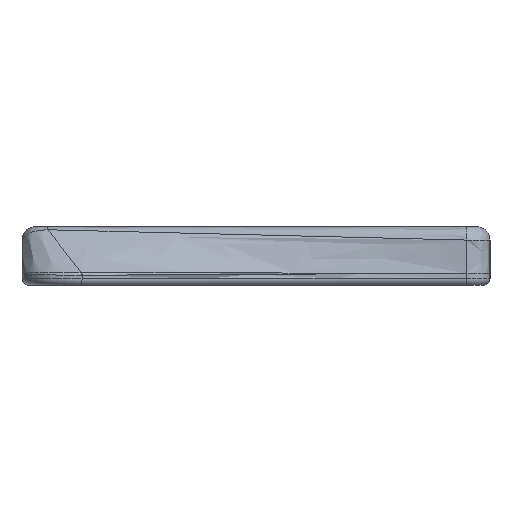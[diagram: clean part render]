
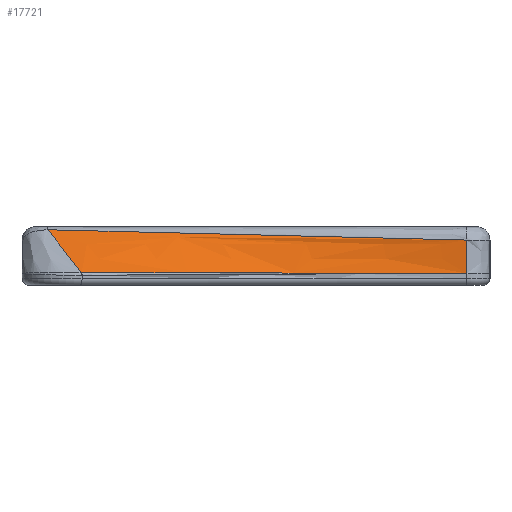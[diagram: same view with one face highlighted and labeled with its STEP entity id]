
A CAD part, left-side view. The second image highlights one B-rep face of the part: STEP entity #17721.
In plain terms, the highlighted free-form (B-spline) face has degree [3, 3] with [10, 4] control points.
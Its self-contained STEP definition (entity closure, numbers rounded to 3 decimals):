
#63=B_SPLINE_SURFACE_WITH_KNOTS('',3,3,((#29825,#29826,#29827,#29828),(#29829,
#29830,#29831,#29832),(#29833,#29834,#29835,#29836),(#29837,#29838,#29839,
#29840),(#29841,#29842,#29843,#29844),(#29845,#29846,#29847,#29848),(#29849,
#29850,#29851,#29852),(#29853,#29854,#29855,#29856),(#29857,#29858,#29859,
#29860),(#29861,#29862,#29863,#29864)),.UNSPECIFIED.,.F.,.F.,.F.,(4,1,1,
1,1,1,1,4),(4,4),(0.,0.143,0.286,0.429,
0.571,0.714,0.857,1.),(0.064,
1.),.UNSPECIFIED.);
#238=B_SPLINE_CURVE_WITH_KNOTS('',3,(#26654,#26655,#26656,#26657,#26658,
#26659,#26660,#26661,#26662,#26663,#26664),.UNSPECIFIED.,.F.,.F.,(4,1,1,
1,1,1,1,1,4),(0.,3.34,5.01,8.35,10.019,
10.854,11.272,11.481,11.689),
 .UNSPECIFIED.);
#244=B_SPLINE_CURVE_WITH_KNOTS('',3,(#26816,#26817,#26818,#26819),
 .UNSPECIFIED.,.F.,.F.,(4,4),(0.,0.013),
 .UNSPECIFIED.);
#256=B_SPLINE_CURVE_WITH_KNOTS('',3,(#29533,#29534,#29535,#29536,#29537,
#29538,#29539,#29540,#29541,#29542,#29543,#29544,#29545,#29546,#29547,#29548),
 .UNSPECIFIED.,.F.,.F.,(4,1,1,1,1,1,1,1,1,1,1,1,1,4),(0.,0.056,
0.112,0.224,0.448,0.895,
1.791,3.581,5.372,8.953,10.744,
11.639,12.087,12.535),.UNSPECIFIED.);
#2027=FACE_OUTER_BOUND('',#3078,.T.);
#3078=EDGE_LOOP('',(#13903,#13904,#13905,#13906,#13907));
#4078=LINE('',#26859,#5790);
#4697=LINE('',#29824,#6409);
#5790=VECTOR('',#21026,24.426);
#6409=VECTOR('',#23043,14.001);
#7483=VERTEX_POINT('',#26637);
#7486=VERTEX_POINT('',#26652);
#7488=VERTEX_POINT('',#26770);
#7494=VERTEX_POINT('',#26858);
#8380=VERTEX_POINT('',#29531);
#9346=EDGE_CURVE('',#7486,#7483,#238,.T.);
#9353=EDGE_CURVE('',#7483,#7488,#244,.T.);
#9359=EDGE_CURVE('',#7494,#7488,#4078,.T.);
#10473=EDGE_CURVE('',#7494,#8380,#256,.T.);
#10482=EDGE_CURVE('',#8380,#7486,#4697,.T.);
#13903=ORIENTED_EDGE('',*,*,#9346,.F.);
#13904=ORIENTED_EDGE('',*,*,#10482,.F.);
#13905=ORIENTED_EDGE('',*,*,#10473,.F.);
#13906=ORIENTED_EDGE('',*,*,#9359,.T.);
#13907=ORIENTED_EDGE('',*,*,#9353,.F.);
#17721=ADVANCED_FACE('',(#2027),#63,.T.);
#21026=DIRECTION('',(-0.687,-0.447,-0.573));
#23043=DIRECTION('',(-0.004,-0.008,-1.));
#26637=CARTESIAN_POINT('',(-26.858,-7.381,-5.901));
#26652=CARTESIAN_POINT('',(-10.528,-122.596,-6.198));
#26654=CARTESIAN_POINT('Ctrl Pts',(-10.528,-122.596,
-6.198));
#26655=CARTESIAN_POINT('Ctrl Pts',(-10.699,-111.489,-6.192));
#26656=CARTESIAN_POINT('Ctrl Pts',(-11.57,-94.838,
-6.152));
#26657=CARTESIAN_POINT('Ctrl Pts',(-14.501,-67.217,-6.033));
#26658=CARTESIAN_POINT('Ctrl Pts',(-17.986,-45.255,
-5.935));
#26659=CARTESIAN_POINT('Ctrl Pts',(-22.064,-26.233,-5.906));
#26660=CARTESIAN_POINT('Ctrl Pts',(-24.37,-16.783,
-5.901));
#26661=CARTESIAN_POINT('Ctrl Pts',(-25.59,-12.075,
-5.9));
#26662=CARTESIAN_POINT('Ctrl Pts',(-26.307,-9.39,
-5.9));
#26663=CARTESIAN_POINT('Ctrl Pts',(-26.673,-8.049,
-5.901));
#26664=CARTESIAN_POINT('Ctrl Pts',(-26.858,-7.381,
-5.901));
#26770=CARTESIAN_POINT('',(-26.891,-7.259,-5.9));
#26816=CARTESIAN_POINT('Ctrl Pts',(-26.858,-7.381,
-5.901));
#26817=CARTESIAN_POINT('Ctrl Pts',(-26.869,-7.34,
-5.901));
#26818=CARTESIAN_POINT('Ctrl Pts',(-26.88,-7.3,
-5.9));
#26819=CARTESIAN_POINT('Ctrl Pts',(-26.891,-7.259,
-5.9));
#26858=CARTESIAN_POINT('',(-11.553,2.724,6.9));
#26859=CARTESIAN_POINT('',(-10.475,3.425,7.8));
#29531=CARTESIAN_POINT('',(-10.49,-122.518,3.815));
#29533=CARTESIAN_POINT('Ctrl Pts',(-11.553,2.724,6.9));
#29534=CARTESIAN_POINT('Ctrl Pts',(-11.567,2.573,6.884));
#29535=CARTESIAN_POINT('Ctrl Pts',(-11.57,2.199,6.874));
#29536=CARTESIAN_POINT('Ctrl Pts',(-11.579,1.464,6.852));
#29537=CARTESIAN_POINT('Ctrl Pts',(-11.588,0.157,6.821));
#29538=CARTESIAN_POINT('Ctrl Pts',(-11.604,-2.451,6.761));
#29539=CARTESIAN_POINT('Ctrl Pts',(-11.628,-7.68,
6.642));
#29540=CARTESIAN_POINT('Ctrl Pts',(-11.66,-18.134,
6.386));
#29541=CARTESIAN_POINT('Ctrl Pts',(-11.644,-33.068,
5.958));
#29542=CARTESIAN_POINT('Ctrl Pts',(-11.452,-56.956,
5.171));
#29543=CARTESIAN_POINT('Ctrl Pts',(-11.,-80.813,
4.404));
#29544=CARTESIAN_POINT('Ctrl Pts',(-10.666,-101.669,
4.009));
#29545=CARTESIAN_POINT('Ctrl Pts',(-10.557,-112.09,
3.886));
#29546=CARTESIAN_POINT('Ctrl Pts',(-10.512,-118.049,
3.838));
#29547=CARTESIAN_POINT('Ctrl Pts',(-10.497,-121.018,
3.822));
#29548=CARTESIAN_POINT('Ctrl Pts',(-10.49,-122.518,
3.815));
#29824=CARTESIAN_POINT('',(-10.475,-122.488,7.8));
#29825=CARTESIAN_POINT('Ctrl Pts',(-10.478,-122.494,6.9));
#29826=CARTESIAN_POINT('Ctrl Pts',(-10.495,-122.528,2.534));
#29827=CARTESIAN_POINT('Ctrl Pts',(-10.512,-122.562,
-1.832));
#29828=CARTESIAN_POINT('Ctrl Pts',(-10.528,-122.596,
-6.198));
#29829=CARTESIAN_POINT('Ctrl Pts',(-10.479,-121.967,
6.9));
#29830=CARTESIAN_POINT('Ctrl Pts',(-10.499,-122.003,
2.534));
#29831=CARTESIAN_POINT('Ctrl Pts',(-10.516,-122.038,
-1.832));
#29832=CARTESIAN_POINT('Ctrl Pts',(-10.536,-122.074,
-6.198));
#29833=CARTESIAN_POINT('Ctrl Pts',(-10.483,-116.263,
6.9));
#29834=CARTESIAN_POINT('Ctrl Pts',(-10.52,-116.483,
2.534));
#29835=CARTESIAN_POINT('Ctrl Pts',(-10.559,-116.703,
-1.832));
#29836=CARTESIAN_POINT('Ctrl Pts',(-10.597,-116.922,
-6.198));
#29837=CARTESIAN_POINT('Ctrl Pts',(-10.526,-97.738,
6.9));
#29838=CARTESIAN_POINT('Ctrl Pts',(-10.776,-98.598,2.534));
#29839=CARTESIAN_POINT('Ctrl Pts',(-11.023,-99.457,
-1.832));
#29840=CARTESIAN_POINT('Ctrl Pts',(-11.272,-100.316,
-6.198));
#29841=CARTESIAN_POINT('Ctrl Pts',(-10.649,-73.227,
6.9));
#29842=CARTESIAN_POINT('Ctrl Pts',(-11.491,-74.924,
2.534));
#29843=CARTESIAN_POINT('Ctrl Pts',(-12.335,-76.621,
-1.832));
#29844=CARTESIAN_POINT('Ctrl Pts',(-13.177,-78.318,
-6.198));
#29845=CARTESIAN_POINT('Ctrl Pts',(-10.864,-46.716,
6.9));
#29846=CARTESIAN_POINT('Ctrl Pts',(-12.754,-49.292,
2.534));
#29847=CARTESIAN_POINT('Ctrl Pts',(-14.642,-51.868,
-1.832));
#29848=CARTESIAN_POINT('Ctrl Pts',(-16.533,-54.444,
-6.198));
#29849=CARTESIAN_POINT('Ctrl Pts',(-11.146,-22.187,
6.9));
#29850=CARTESIAN_POINT('Ctrl Pts',(-14.402,-25.516,
2.534));
#29851=CARTESIAN_POINT('Ctrl Pts',(-17.658,-28.844,-1.832));
#29852=CARTESIAN_POINT('Ctrl Pts',(-20.914,-32.173,
-6.198));
#29853=CARTESIAN_POINT('Ctrl Pts',(-11.42,-3.615,6.9));
#29854=CARTESIAN_POINT('Ctrl Pts',(-16.008,-7.355,
2.534));
#29855=CARTESIAN_POINT('Ctrl Pts',(-20.595,-11.095,
-1.832));
#29856=CARTESIAN_POINT('Ctrl Pts',(-25.182,-14.835,-6.198));
#29857=CARTESIAN_POINT('Ctrl Pts',(-11.531,2.153,6.9));
#29858=CARTESIAN_POINT('Ctrl Pts',(-16.659,-1.461,2.534));
#29859=CARTESIAN_POINT('Ctrl Pts',(-21.785,-5.074,
-1.832));
#29860=CARTESIAN_POINT('Ctrl Pts',(-26.913,-8.688,
-6.198));
#29861=CARTESIAN_POINT('Ctrl Pts',(-11.553,2.724,6.9));
#29862=CARTESIAN_POINT('Ctrl Pts',(-16.785,-0.681,
2.534));
#29863=CARTESIAN_POINT('Ctrl Pts',(-22.016,-4.086,
-1.832));
#29864=CARTESIAN_POINT('Ctrl Pts',(-27.248,-7.491,
-6.198));
